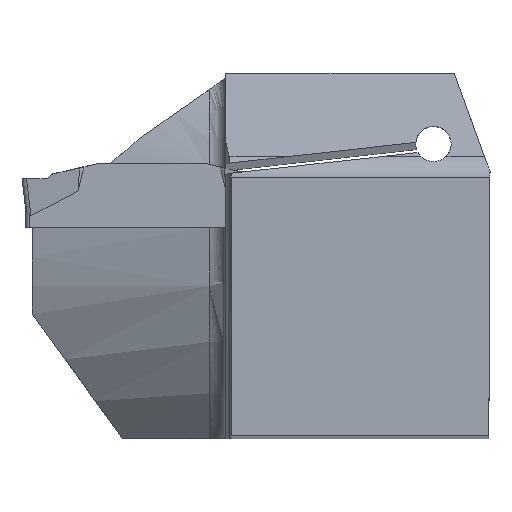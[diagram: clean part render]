
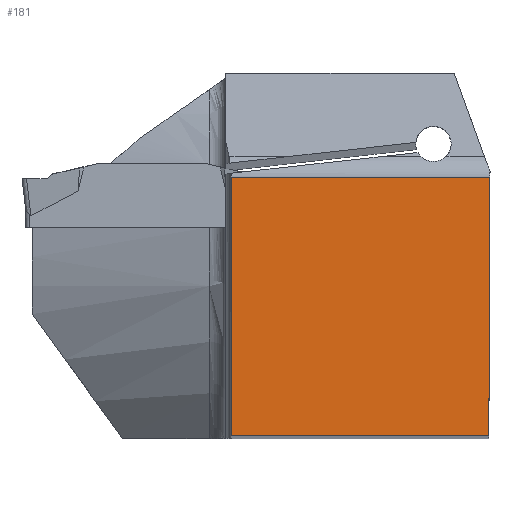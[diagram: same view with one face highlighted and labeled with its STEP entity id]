
A CAD part, top view. The second image highlights one B-rep face of the part: STEP entity #181.
In plain terms, the highlighted planar face has unit normal (0, 0, 1).
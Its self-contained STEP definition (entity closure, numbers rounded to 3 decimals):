
#123=PLANE('',#1535);
#181=ADVANCED_FACE('CU_BACK_SU1',(#263),#123,.F.);
#263=FACE_OUTER_BOUND('',#332,.T.);
#332=EDGE_LOOP('',(#603,#604,#605,#606));
#603=ORIENTED_EDGE('',*,*,#1035,.T.);
#604=ORIENTED_EDGE('',*,*,#1009,.T.);
#605=ORIENTED_EDGE('',*,*,#1072,.T.);
#606=ORIENTED_EDGE('',*,*,#1061,.F.);
#873=VERTEX_POINT('',#2150);
#874=VERTEX_POINT('',#2152);
#893=VERTEX_POINT('',#2232);
#908=VERTEX_POINT('',#2305);
#1009=EDGE_CURVE('',#874,#873,#1179,.T.);
#1035=EDGE_CURVE('',#893,#874,#1195,.T.);
#1061=EDGE_CURVE('',#893,#908,#1214,.T.);
#1072=EDGE_CURVE('',#873,#908,#1220,.T.);
#1179=LINE('',#2151,#1305);
#1195=LINE('',#2231,#1321);
#1214=LINE('',#2304,#1340);
#1220=LINE('',#2329,#1346);
#1305=VECTOR('',#1667,1.);
#1321=VECTOR('',#1709,1.);
#1340=VECTOR('',#1752,1.);
#1346=VECTOR('',#1782,1.);
#1535=AXIS2_PLACEMENT_3D('',#2330,#1783,#1784);
#1667=DIRECTION('',(0.004,1.,0.));
#1709=DIRECTION('',(1.,0.,0.));
#1752=DIRECTION('',(0.,1.,0.));
#1782=DIRECTION('',(-1.,0.,0.));
#1783=DIRECTION('',(0.,0.,-1.));
#1784=DIRECTION('',(0.,-1.,0.));
#2150=CARTESIAN_POINT('',(0.,24.875,0.));
#2151=CARTESIAN_POINT('',(0.088,44.976,0.));
#2152=CARTESIAN_POINT('',(-0.109,0.,0.));
#2231=CARTESIAN_POINT('',(23.244,0.,0.));
#2232=CARTESIAN_POINT('',(-24.875,0.,0.));
#2304=CARTESIAN_POINT('',(-24.875,44.875,0.));
#2305=CARTESIAN_POINT('',(-24.875,24.875,0.));
#2329=CARTESIAN_POINT('',(23.244,24.875,0.));
#2330=CARTESIAN_POINT('',(23.244,44.875,0.));
